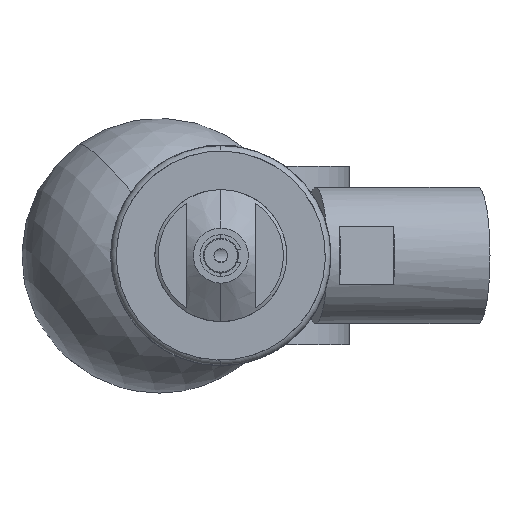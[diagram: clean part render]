
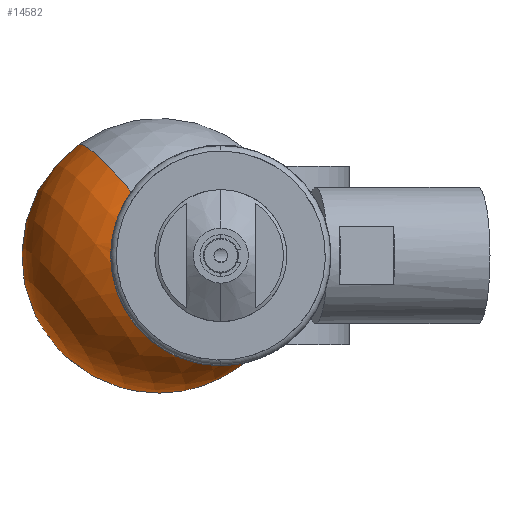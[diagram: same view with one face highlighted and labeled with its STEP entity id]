
A CAD part, left-side view. The second image highlights one B-rep face of the part: STEP entity #14582.
In plain terms, the highlighted spherical face has radius 15.875 mm.
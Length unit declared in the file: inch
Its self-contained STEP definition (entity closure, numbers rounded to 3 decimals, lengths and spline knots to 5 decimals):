
#494 = EDGE_CURVE ( 'NONE', #8411, #10138, #1607, .T. ) ;
#857 = DIRECTION ( 'NONE',  ( 0.127, -0.801, 0.585 ) ) ;
#1010 = DIRECTION ( 'NONE',  ( 0.988, 0.156, 0. ) ) ;
#1067 = DIRECTION ( 'NONE',  ( 0.988, 0.156, 0. ) ) ;
#1498 = ORIENTED_EDGE ( 'NONE', *, *, #494, .T. ) ;
#1607 = CIRCLE ( 'NONE', #5674, 0.25 ) ;
#1938 = CARTESIAN_POINT ( 'NONE',  ( 6.58962, 0.19044, 0. ) ) ;
#2801 = ORIENTED_EDGE ( 'NONE', *, *, #5429, .F. ) ;
#3333 = CARTESIAN_POINT ( 'NONE',  ( 6.56674, 0.3349, 0.20274 ) ) ;
#4145 = AXIS2_PLACEMENT_3D ( 'NONE', #12766, #11511, #13945 ) ;
#4207 = CARTESIAN_POINT ( 'NONE',  ( 6.6125, 0.04597, -0.20274 ) ) ;
#4617 = CARTESIAN_POINT ( 'NONE',  ( 7.15539, 0.28004, 0. ) ) ;
#4737 = ORIENTED_EDGE ( 'NONE', *, *, #15033, .T. ) ;
#4784 = CIRCLE ( 'NONE', #11288, 0.25 ) ;
#4895 = ORIENTED_EDGE ( 'NONE', *, *, #6919, .T. ) ;
#5429 = EDGE_CURVE ( 'NONE', #6173, #10138, #7904, .T. ) ;
#5492 = VERTEX_POINT ( 'NONE', #4207 ) ;
#5674 = AXIS2_PLACEMENT_3D ( 'NONE', #11663, #1010, #857 ) ;
#6017 = DIRECTION ( 'NONE',  ( 0., -0.59, -0.808 ) ) ;
#6173 = VERTEX_POINT ( 'NONE', #15296 ) ;
#6485 = EDGE_LOOP ( 'NONE', ( #2801, #4737, #4895, #1498 ) ) ;
#6593 = FACE_OUTER_BOUND ( 'NONE', #6485, .T. ) ;
#6919 = EDGE_CURVE ( 'NONE', #5492, #8411, #4784, .T. ) ;
#7904 = CIRCLE ( 'NONE', #15389, 0.625 ) ;
#8093 = SPHERICAL_SURFACE ( 'NONE', #14655, 0.625 ) ;
#8411 = VERTEX_POINT ( 'NONE', #8533 ) ;
#8533 = CARTESIAN_POINT ( 'NONE',  ( 6.55791, 0.39068, -0.14627 ) ) ;
#10138 = VERTEX_POINT ( 'NONE', #3333 ) ;
#10580 = DIRECTION ( 'NONE',  ( 0.092, -0.578, -0.811 ) ) ;
#10676 = DIRECTION ( 'NONE',  ( 0.127, -0.801, 0.585 ) ) ;
#11288 = AXIS2_PLACEMENT_3D ( 'NONE', #1938, #1067, #10676 ) ;
#11511 = DIRECTION ( 'NONE',  ( -0.127, 0.801, -0.585 ) ) ;
#11663 = CARTESIAN_POINT ( 'NONE',  ( 6.58962, 0.19044, 0. ) ) ;
#12766 = CARTESIAN_POINT ( 'NONE',  ( 7.15539, 0.28004, 0. ) ) ;
#12785 = DIRECTION ( 'NONE',  ( 0.127, -0.801, 0.585 ) ) ;
#13945 = DIRECTION ( 'NONE',  ( 0., 0.59, 0.808 ) ) ;
#14030 = CARTESIAN_POINT ( 'NONE',  ( 7.15539, 0.28004, 0. ) ) ;
#14582 = ADVANCED_FACE ( 'NONE', ( #6593 ), #8093, .T. ) ;
#14655 = AXIS2_PLACEMENT_3D ( 'NONE', #14030, #12785, #10580 ) ;
#15033 = EDGE_CURVE ( 'NONE', #6173, #5492, #15417, .T. ) ;
#15271 = DIRECTION ( 'NONE',  ( 0.127, -0.801, 0.585 ) ) ;
#15296 = CARTESIAN_POINT ( 'NONE',  ( 7.7727, 0.37782, 0. ) ) ;
#15389 = AXIS2_PLACEMENT_3D ( 'NONE', #4617, #15271, #6017 ) ;
#15417 = CIRCLE ( 'NONE', #4145, 0.625 ) ;
